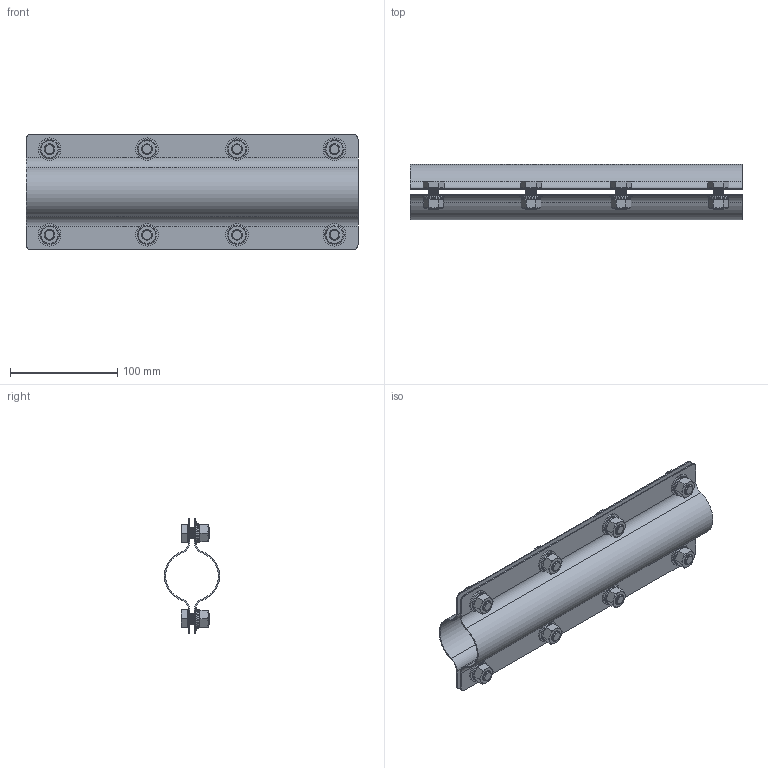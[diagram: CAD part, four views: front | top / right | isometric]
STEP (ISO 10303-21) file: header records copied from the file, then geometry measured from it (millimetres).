
FILE_DESCRIPTION (( 'STEP AP203' ), '1' );
FILE_NAME ('T30100.STEP', '2018-07-19T15:55:29', ( '' ), ( '' ), 'SwSTEP 2.0', 'SolidWorks 2016', '' );
FILE_SCHEMA (( 'CONFIG_CONTROL_DESIGN' ));
Length unit declared in the file: millimetre
Products named in the file (6): Hex Screw GradeC_Doughty Fastners_ISO 4018 - M10 x 20-WS; Single Coil Rectangular Section Spring Washer_Doughty Fastners_Rectangular section spring washer BS 4464 - 10 (Type B); T30100; th024; B Washer_Bright washer BS 4320 - M10 (Form B); Hex Nut Style 1 GradeAB_Doughty Fastners_Hexagon Nut ISO - 4032 - M10 - D - S
Assembly tree (34 placements, depth 2):
  T30100
    th024  x2
    Hex Screw GradeC_Doughty Fastners_ISO 4018 - M10 x 20-WS  x8
    B Washer_Bright washer BS 4320 - M10 (Form B)  x8
    Single Coil Rectangular Section Spring Washer_Doughty Fastners_Rectangular section spring washer BS 4464 - 10 (Type B)  x8
    Hex Nut Style 1 GradeAB_Doughty Fastners_Hexagon Nut ISO - 4032 - M10 - D - S  x8
Bounding box: 310 x 51.44 x 108 mm (x, y, z)
Volume: 133322.5 mm3; surface area: 189838.2 mm2
Topology: 34 solids, 34 shells, 1532 faces, 3616 edges, 2160 vertices
Faces by surface type: cone 800, cylinder 452, plane 248, torus 32
Entity records: 8112 total; most frequent: CARTESIAN_POINT 1356, DIRECTION 1262, ORIENTED_EDGE 1048, AXIS2_PLACEMENT_3D 528, EDGE_CURVE 524, VERTEX_POINT 318, CIRCLE 274, EDGE_LOOP 238
